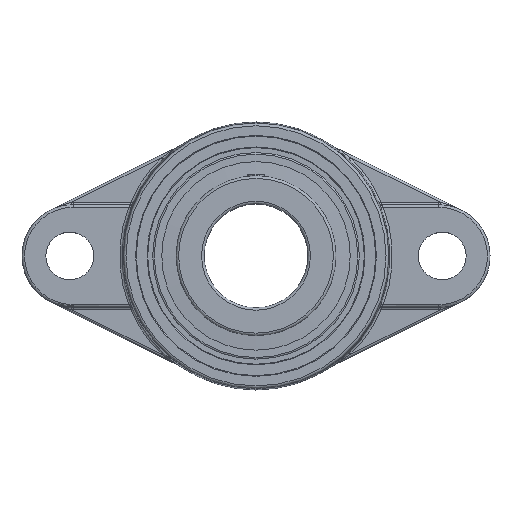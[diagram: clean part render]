
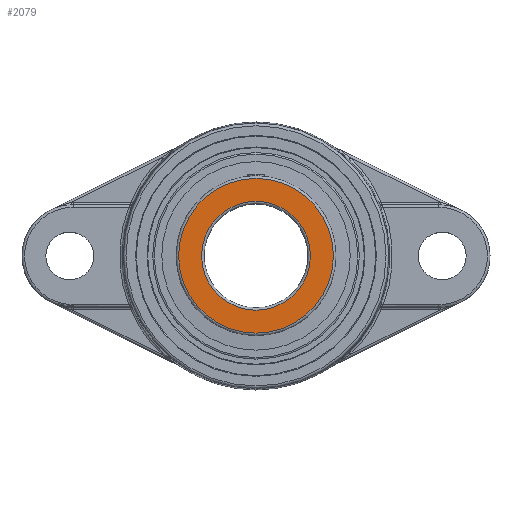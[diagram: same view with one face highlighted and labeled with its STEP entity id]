
A CAD part, top view. The second image highlights one B-rep face of the part: STEP entity #2079.
In plain terms, the highlighted face is planar.
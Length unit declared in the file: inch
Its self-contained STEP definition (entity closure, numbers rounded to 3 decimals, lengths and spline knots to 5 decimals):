
#2030=CARTESIAN_POINT('',(-0.85187,0.,0.));
#2031=VERTEX_POINT('',#2030);
#2041=CARTESIAN_POINT('',(-0.,-0.,0.));
#2042=DIRECTION('',(0.,0.,-1.));
#2043=DIRECTION('',(1.,-0.,0.));
#2044=AXIS2_PLACEMENT_3D('',#2041,#2042,#2043);
#2045=CIRCLE('',#2044,0.85187);
#2046=EDGE_CURVE('',#2031,#2031,#2045,.T.);
#2051=CARTESIAN_POINT('',(-0.,-0.,0.));
#2052=DIRECTION('',(0.,0.,1.));
#2053=DIRECTION('',(1.,-0.,0.));
#2054=AXIS2_PLACEMENT_3D('',#2051,#2052,#2053);
#2055=PLANE('',#2054);
#2056=CARTESIAN_POINT('',(-1.21063,0.,0.));
#2057=VERTEX_POINT('',#2056);
#2058=CARTESIAN_POINT('',(1.21063,-0.,0.));
#2059=VERTEX_POINT('',#2058);
#2060=CARTESIAN_POINT('',(-0.,-0.,0.));
#2061=DIRECTION('',(0.,0.,1.));
#2062=DIRECTION('',(-1.,0.,0.));
#2063=AXIS2_PLACEMENT_3D('',#2060,#2061,#2062);
#2064=CIRCLE('',#2063,1.21063);
#2065=EDGE_CURVE('',#2057,#2059,#2064,.T.);
#2066=ORIENTED_EDGE('',*,*,#2065,.F.);
#2067=CARTESIAN_POINT('',(-0.,-0.,0.));
#2068=DIRECTION('',(0.,0.,1.));
#2069=DIRECTION('',(-1.,0.,0.));
#2070=AXIS2_PLACEMENT_3D('',#2067,#2068,#2069);
#2071=CIRCLE('',#2070,1.21063);
#2072=EDGE_CURVE('',#2059,#2057,#2071,.T.);
#2073=ORIENTED_EDGE('',*,*,#2072,.F.);
#2074=EDGE_LOOP('',(#2066,#2073));
#2075=FACE_BOUND('',#2074,.T.);
#2076=ORIENTED_EDGE('',*,*,#2046,.F.);
#2077=EDGE_LOOP('',(#2076));
#2078=FACE_BOUND('',#2077,.T.);
#2079=ADVANCED_FACE('',(#2075,#2078),#2055,.F.);
